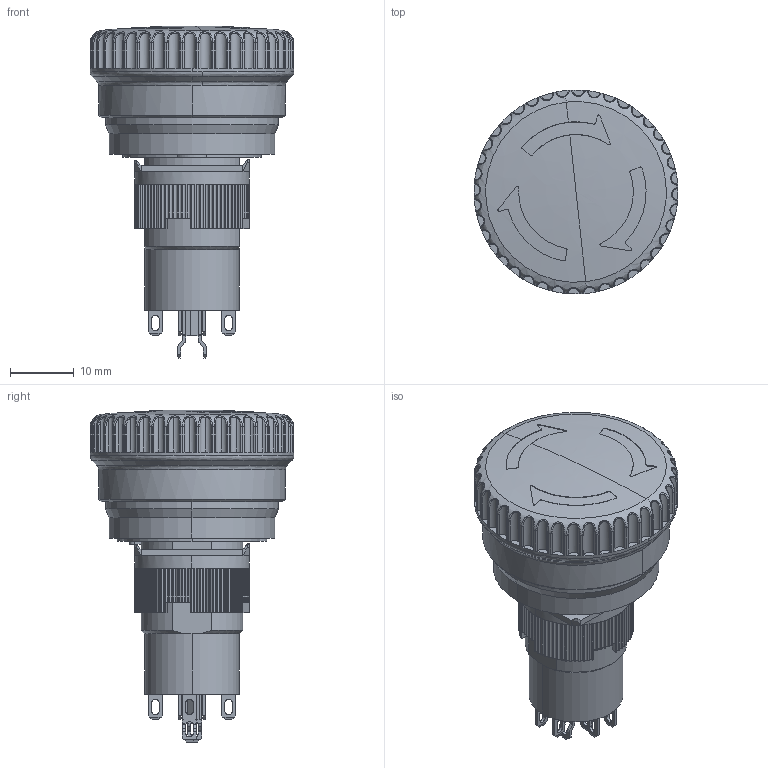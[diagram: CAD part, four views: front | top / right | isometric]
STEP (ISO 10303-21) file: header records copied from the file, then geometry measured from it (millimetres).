
FILE_DESCRIPTION (( 'STEP AP203' ), '1' );
FILE_NAME ('AR16V0L-11E3R.step', '2022-08-18T16:01:39', ( '' ), ( '' ), 'SwSTEP 2.0', 'SolidWorks 2021', '' );
FILE_SCHEMA (( 'CONFIG_CONTROL_DESIGN' ));
Length unit declared in the file: inch
Products named in the file (1): AR16V0L-11E3R
Bounding box: 32 x 32 x 52.1 mm (x, y, z)
Volume: 18418.1 mm3; surface area: 8823.9 mm2
Topology: 7 solids, 7 shells, 1001 faces, 2820 edges, 1850 vertices
Faces by surface type: plane 540, cylinder 387, bspline 66, cone 8
Entity records: 40055 total; most frequent: CARTESIAN_POINT 13742, ORIENTED_EDGE 5636, DIRECTION 5490, EDGE_CURVE 2818, AXIS2_PLACEMENT_3D 1928, VERTEX_POINT 1850, LINE 1634, VECTOR 1634
